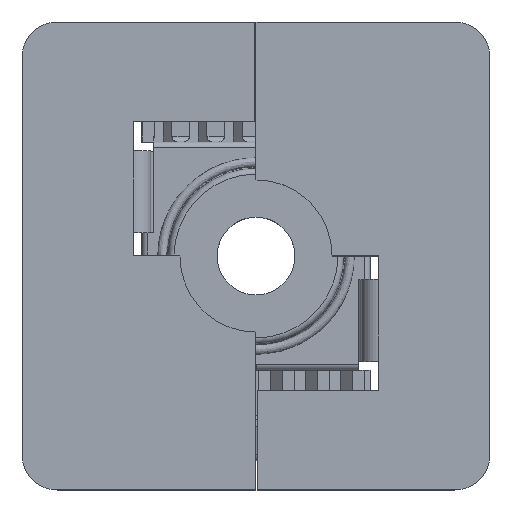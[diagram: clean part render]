
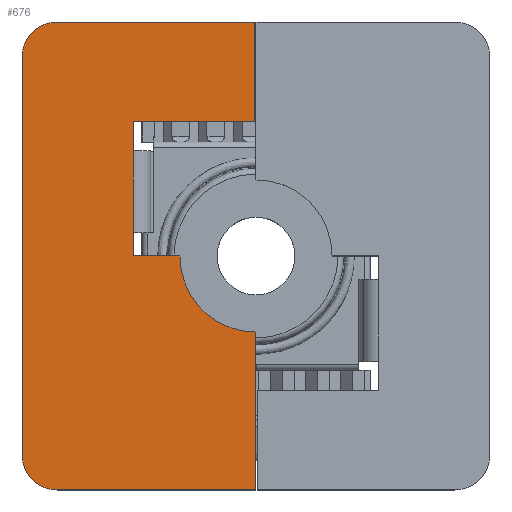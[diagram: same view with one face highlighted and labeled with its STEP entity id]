
A CAD part, top view. The second image highlights one B-rep face of the part: STEP entity #676.
In plain terms, the highlighted planar face has unit normal (0, 0, 1).
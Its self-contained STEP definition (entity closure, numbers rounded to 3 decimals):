
#232=CARTESIAN_POINT('',(356.889,254.639,61.25));
#233=VERTEX_POINT('',#232);
#240=CARTESIAN_POINT('',(356.889,246.139,61.25));
#241=VERTEX_POINT('',#240);
#242=CARTESIAN_POINT('',(356.889,246.139,61.25));
#243=DIRECTION('',(0.0,1.0,0.0));
#244=VECTOR('',#243,8.5);
#245=LINE('',#242,#244);
#246=EDGE_CURVE('',#241,#233,#245,.T.);
#264=CARTESIAN_POINT('',(356.989,214.639,61.25));
#265=VERTEX_POINT('',#264);
#272=CARTESIAN_POINT('',(339.989,214.639,61.25));
#273=VERTEX_POINT('',#272);
#274=CARTESIAN_POINT('',(339.989,214.639,61.25));
#275=DIRECTION('',(1.0,0.0,0.0));
#276=VECTOR('',#275,17.);
#277=LINE('',#274,#276);
#278=EDGE_CURVE('',#273,#265,#277,.T.);
#570=CARTESIAN_POINT('',(339.989,254.639,61.25));
#571=VERTEX_POINT('',#570);
#578=CARTESIAN_POINT('',(356.889,254.639,61.25));
#579=DIRECTION('',(-1.0,0.0,0.0));
#580=VECTOR('',#579,16.9);
#581=LINE('',#578,#580);
#582=EDGE_CURVE('',#233,#571,#581,.T.);
#587=CARTESIAN_POINT('',(366.489,229.139,61.25));
#588=DIRECTION('',(0.0,0.0,1.0));
#589=DIRECTION('',(0.0,1.0,0.0));
#590=AXIS2_PLACEMENT_3D('',#587,#588,#589);
#591=PLANE('',#590);
#592=CARTESIAN_POINT('',(356.989,228.139,61.25));
#593=VERTEX_POINT('',#592);
#594=CARTESIAN_POINT('',(356.989,214.639,61.25));
#595=DIRECTION('',(0.0,1.0,0.0));
#596=VECTOR('',#595,13.5);
#597=LINE('',#594,#596);
#598=EDGE_CURVE('',#265,#593,#597,.T.);
#599=ORIENTED_EDGE('',*,*,#598,.T.);
#600=CARTESIAN_POINT('',(350.489,234.639,61.25));
#601=VERTEX_POINT('',#600);
#602=CARTESIAN_POINT('',(356.989,234.639,61.25));
#603=DIRECTION('',(0.0,0.0,-1.0));
#604=DIRECTION('',(1.0,0.0,0.0));
#605=AXIS2_PLACEMENT_3D('',#602,#603,#604);
#606=CIRCLE('',#605,6.5);
#607=EDGE_CURVE('',#593,#601,#606,.T.);
#608=ORIENTED_EDGE('',*,*,#607,.T.);
#609=CARTESIAN_POINT('',(346.489,234.639,61.25));
#610=VERTEX_POINT('',#609);
#611=CARTESIAN_POINT('',(350.489,234.639,61.25));
#612=DIRECTION('',(-1.0,0.0,0.0));
#613=VECTOR('',#612,4.0);
#614=LINE('',#611,#613);
#615=EDGE_CURVE('',#601,#610,#614,.T.);
#616=ORIENTED_EDGE('',*,*,#615,.T.);
#617=CARTESIAN_POINT('',(346.489,236.639,61.25));
#618=VERTEX_POINT('',#617);
#619=CARTESIAN_POINT('',(346.489,234.639,61.25));
#620=DIRECTION('',(0.0,1.0,0.0));
#621=VECTOR('',#620,2.);
#622=LINE('',#619,#621);
#623=EDGE_CURVE('',#610,#618,#622,.T.);
#624=ORIENTED_EDGE('',*,*,#623,.T.);
#625=CARTESIAN_POINT('',(346.489,243.639,61.25));
#626=VERTEX_POINT('',#625);
#627=CARTESIAN_POINT('',(346.489,243.639,61.25));
#628=DIRECTION('',(0.0,-1.0,0.0));
#629=VECTOR('',#628,7.0);
#630=LINE('',#627,#629);
#631=EDGE_CURVE('',#626,#618,#630,.T.);
#632=ORIENTED_EDGE('',*,*,#631,.F.);
#633=CARTESIAN_POINT('',(346.489,246.139,61.25));
#634=VERTEX_POINT('',#633);
#635=CARTESIAN_POINT('',(346.489,243.639,61.25));
#636=DIRECTION('',(0.0,1.0,0.0));
#637=VECTOR('',#636,2.5);
#638=LINE('',#635,#637);
#639=EDGE_CURVE('',#626,#634,#638,.T.);
#640=ORIENTED_EDGE('',*,*,#639,.T.);
#641=CARTESIAN_POINT('',(346.489,246.139,61.25));
#642=DIRECTION('',(1.0,0.0,0.0));
#643=VECTOR('',#642,10.4);
#644=LINE('',#641,#643);
#645=EDGE_CURVE('',#634,#241,#644,.T.);
#646=ORIENTED_EDGE('',*,*,#645,.T.);
#647=ORIENTED_EDGE('',*,*,#246,.T.);
#648=ORIENTED_EDGE('',*,*,#582,.T.);
#649=CARTESIAN_POINT('',(336.989,251.639,61.25));
#650=VERTEX_POINT('',#649);
#651=CARTESIAN_POINT('',(339.989,251.639,61.25));
#652=DIRECTION('',(0.0,0.0,1.0));
#653=DIRECTION('',(-1.0,0.0,0.0));
#654=AXIS2_PLACEMENT_3D('',#651,#652,#653);
#655=CIRCLE('',#654,3.);
#656=EDGE_CURVE('',#571,#650,#655,.T.);
#657=ORIENTED_EDGE('',*,*,#656,.T.);
#658=CARTESIAN_POINT('',(336.989,217.639,61.25));
#659=VERTEX_POINT('',#658);
#660=CARTESIAN_POINT('',(336.989,251.639,61.25));
#661=DIRECTION('',(0.0,-1.0,0.0));
#662=VECTOR('',#661,34.0);
#663=LINE('',#660,#662);
#664=EDGE_CURVE('',#650,#659,#663,.T.);
#665=ORIENTED_EDGE('',*,*,#664,.T.);
#666=CARTESIAN_POINT('',(339.989,217.639,61.25));
#667=DIRECTION('',(0.0,0.0,1.0));
#668=DIRECTION('',(-1.0,0.0,0.0));
#669=AXIS2_PLACEMENT_3D('',#666,#667,#668);
#670=CIRCLE('',#669,3.);
#671=EDGE_CURVE('',#659,#273,#670,.T.);
#672=ORIENTED_EDGE('',*,*,#671,.T.);
#673=ORIENTED_EDGE('',*,*,#278,.T.);
#674=EDGE_LOOP('',(#599,#608,#616,#624,#632,#640,#646,#647,#648,#657,#665,#672,#673));
#675=FACE_OUTER_BOUND('',#674,.T.);
#676=ADVANCED_FACE('',(#675),#591,.T.);
